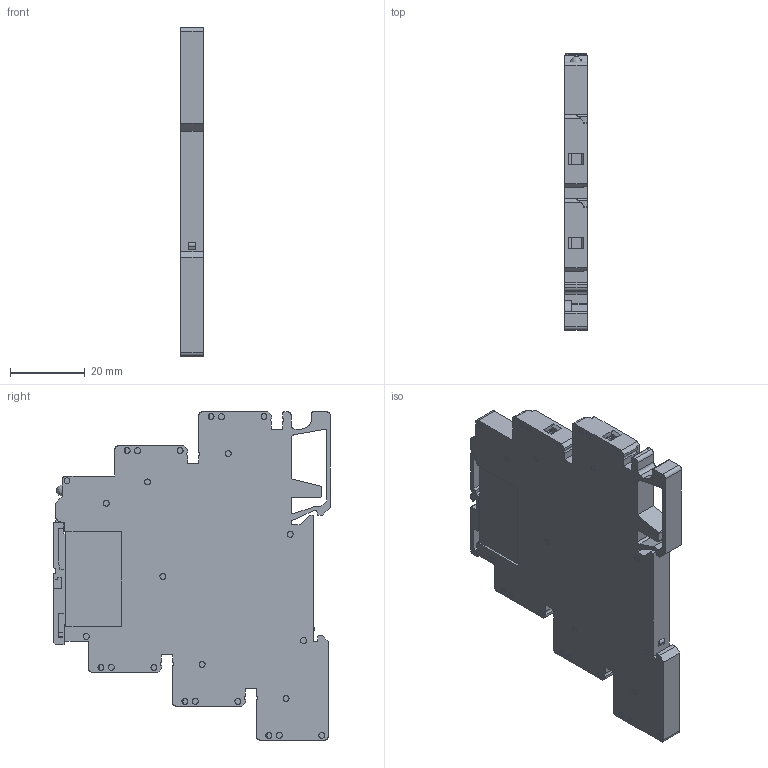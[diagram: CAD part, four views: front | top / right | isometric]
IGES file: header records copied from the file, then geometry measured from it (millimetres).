
Start section: SolidWorks IGES file using analytic representation for surfaces
Global section: file name: OUTSIDE-RV8H-L-仩.IGS; native system: SolidWorks 2012; preprocessor: SolidWorks 2012; author: 2606; date: 140822.151849; units: millimetre
Bounding box: 6.1 x 74.2 x 88 mm (x, y, z)
Surface area: 13347.4 mm2 (no closed solid volume)
Topology: 0 solids, 0 shells, 742 faces, 6373 edges, 6365 vertices
Faces by surface type: bspline 562, revolution 180
